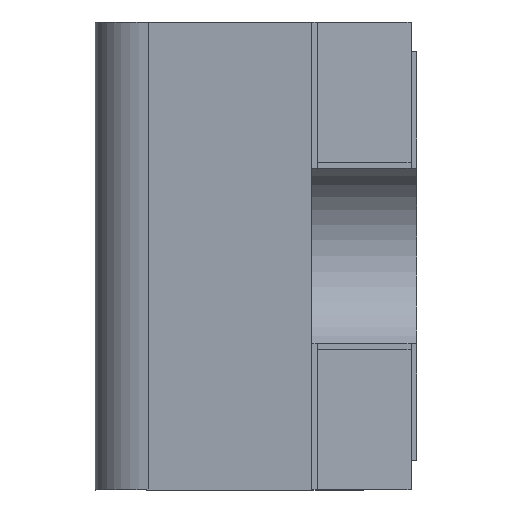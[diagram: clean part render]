
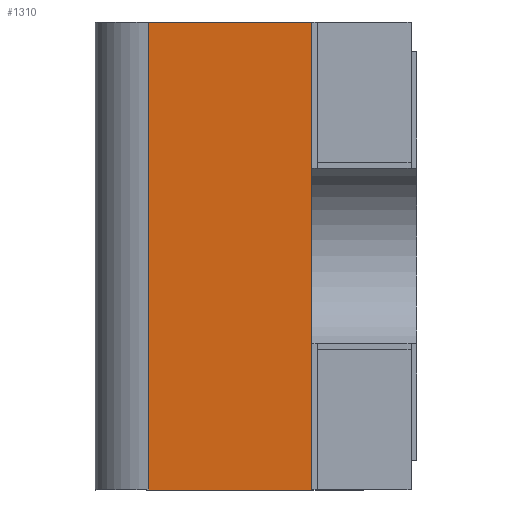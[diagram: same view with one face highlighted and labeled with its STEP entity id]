
A CAD part, left-side view. The second image highlights one B-rep face of the part: STEP entity #1310.
In plain terms, the highlighted planar face has unit normal (-0.996, 0.087, 0).
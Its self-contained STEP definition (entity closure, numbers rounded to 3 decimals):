
#13 = PLANE ( 'NONE',  #1796 ) ;
#89 = CARTESIAN_POINT ( 'NONE',  ( -0.526, 0.459, -0.4 ) ) ;
#101 = CARTESIAN_POINT ( 'NONE',  ( -0.526, 0.459, -0.4 ) ) ;
#169 = CARTESIAN_POINT ( 'NONE',  ( -0.55, 0.18, -0.4 ) ) ;
#187 = LINE ( 'NONE', #1255, #1865 ) ;
#283 = VERTEX_POINT ( 'NONE', #948 ) ;
#303 = VECTOR ( 'NONE', #954, 1000. ) ;
#325 = EDGE_CURVE ( 'NONE', #749, #673, #1842, .T. ) ;
#364 = CARTESIAN_POINT ( 'NONE',  ( -0.55, 0.18, -0.4 ) ) ;
#389 = DIRECTION ( 'NONE',  ( 0.087, 0.996, 0. ) ) ;
#412 = EDGE_CURVE ( 'NONE', #1677, #673, #874, .T. ) ;
#425 = EDGE_CURVE ( 'NONE', #283, #1677, #187, .T. ) ;
#443 = CARTESIAN_POINT ( 'NONE',  ( -0.55, 0.18, -0.4 ) ) ;
#463 = ORIENTED_EDGE ( 'NONE', *, *, #412, .T. ) ;
#547 = EDGE_LOOP ( 'NONE', ( #1437, #463, #1208, #1393 ) ) ;
#673 = VERTEX_POINT ( 'NONE', #89 ) ;
#715 = VECTOR ( 'NONE', #1411, 1000. ) ;
#749 = VERTEX_POINT ( 'NONE', #443 ) ;
#874 = LINE ( 'NONE', #101, #715 ) ;
#948 = CARTESIAN_POINT ( 'NONE',  ( -0.55, 0.18, 0.4 ) ) ;
#954 = DIRECTION ( 'NONE',  ( 0., 0., 1. ) ) ;
#989 = FACE_OUTER_BOUND ( 'NONE', #547, .T. ) ;
#1084 = LINE ( 'NONE', #1687, #303 ) ;
#1101 = DIRECTION ( 'NONE',  ( 0.087, 0.996, 0. ) ) ;
#1208 = ORIENTED_EDGE ( 'NONE', *, *, #325, .F. ) ;
#1255 = CARTESIAN_POINT ( 'NONE',  ( -0.55, 0.18, 0.4 ) ) ;
#1310 = ADVANCED_FACE ( 'NONE', ( #989 ), #13, .F. ) ;
#1351 = DIRECTION ( 'NONE',  ( 0.996, -0.087, 0. ) ) ;
#1393 = ORIENTED_EDGE ( 'NONE', *, *, #1837, .T. ) ;
#1411 = DIRECTION ( 'NONE',  ( 0., 0., -1. ) ) ;
#1437 = ORIENTED_EDGE ( 'NONE', *, *, #425, .T. ) ;
#1459 = VECTOR ( 'NONE', #1101, 1000. ) ;
#1477 = CARTESIAN_POINT ( 'NONE',  ( -0.526, 0.459, 0.4 ) ) ;
#1479 = DIRECTION ( 'NONE',  ( 0.087, 0.996, 0. ) ) ;
#1677 = VERTEX_POINT ( 'NONE', #1477 ) ;
#1687 = CARTESIAN_POINT ( 'NONE',  ( -0.55, 0.18, -0.4 ) ) ;
#1796 = AXIS2_PLACEMENT_3D ( 'NONE', #169, #1351, #1479 ) ;
#1837 = EDGE_CURVE ( 'NONE', #749, #283, #1084, .T. ) ;
#1842 = LINE ( 'NONE', #364, #1459 ) ;
#1865 = VECTOR ( 'NONE', #389, 1000. ) ;
